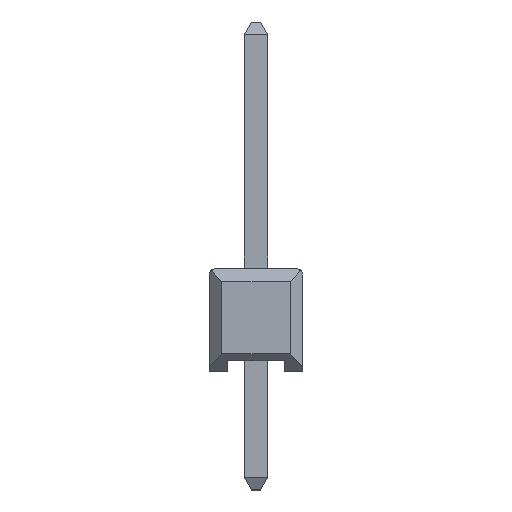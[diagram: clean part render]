
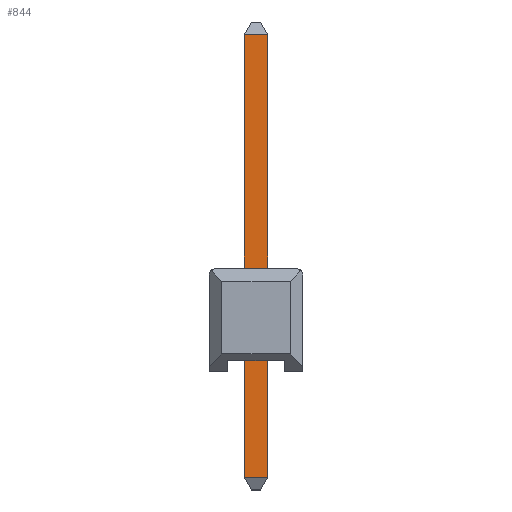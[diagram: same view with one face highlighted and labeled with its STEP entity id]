
A CAD part, left-side view. The second image highlights one B-rep face of the part: STEP entity #844.
In plain terms, the highlighted planar face has unit normal (-1, 0, 0).
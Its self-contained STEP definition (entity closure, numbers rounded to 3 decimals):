
#844=ADVANCED_FACE('',(#1574),#9874,.T.);
#1574=FACE_OUTER_BOUND('',#2344,.T.);
#2344=EDGE_LOOP('',(#5321,#5322,#5323,#5324));
#5321=ORIENTED_EDGE('',*,*,#7656,.F.);
#5322=ORIENTED_EDGE('',*,*,#7643,.F.);
#5323=ORIENTED_EDGE('',*,*,#7644,.T.);
#5324=ORIENTED_EDGE('',*,*,#7645,.F.);
#7643=EDGE_CURVE('',#9116,#9115,#11819,.T.);
#7644=EDGE_CURVE('',#9116,#9110,#11820,.T.);
#7645=EDGE_CURVE('',#9109,#9110,#11821,.T.);
#7656=EDGE_CURVE('',#9115,#9109,#11832,.T.);
#9109=VERTEX_POINT('',#20636);
#9110=VERTEX_POINT('',#20637);
#9115=VERTEX_POINT('',#20642);
#9116=VERTEX_POINT('',#20643);
#9874=PLANE('',#12757);
#11819=B_SPLINE_CURVE_WITH_KNOTS('',1,(#20664,#20665),.UNSPECIFIED.,.F.,
 .F.,(2,2),(-10.526,-1.298),.UNSPECIFIED.);
#11820=B_SPLINE_CURVE_WITH_KNOTS('',1,(#20666,#20667),.UNSPECIFIED.,.F.,
 .F.,(2,2),(10.526,11.156),.UNSPECIFIED.);
#11821=B_SPLINE_CURVE_WITH_KNOTS('',1,(#20668,#20669),.UNSPECIFIED.,.F.,
 .F.,(2,2),(-20.383,-11.156),.UNSPECIFIED.);
#11832=B_SPLINE_CURVE_WITH_KNOTS('',1,(#20690,#20691),.UNSPECIFIED.,.F.,
 .F.,(2,2),(-0.63,0.),.UNSPECIFIED.);
#12757=AXIS2_PLACEMENT_3D('',#20625,#13452,$);
#13452=DIRECTION('',(-1.,0.,0.));
#20625=CARTESIAN_POINT('',(-0.315,1.098,10.477));
#20636=CARTESIAN_POINT('',(-0.315,-0.315,9.156));
#20637=CARTESIAN_POINT('',(-0.315,-0.315,-2.86));
#20642=CARTESIAN_POINT('',(-0.315,0.315,9.156));
#20643=CARTESIAN_POINT('',(-0.315,0.315,-2.86));
#20664=CARTESIAN_POINT('',(-0.315,0.315,-2.86));
#20665=CARTESIAN_POINT('',(-0.315,0.315,9.156));
#20666=CARTESIAN_POINT('',(-0.315,0.315,-2.86));
#20667=CARTESIAN_POINT('',(-0.315,-0.315,-2.86));
#20668=CARTESIAN_POINT('',(-0.315,-0.315,9.156));
#20669=CARTESIAN_POINT('',(-0.315,-0.315,-2.86));
#20690=CARTESIAN_POINT('',(-0.315,0.315,9.156));
#20691=CARTESIAN_POINT('',(-0.315,-0.315,9.156));
